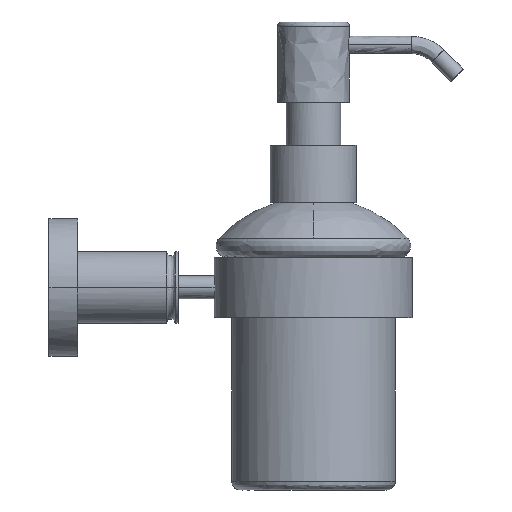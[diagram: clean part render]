
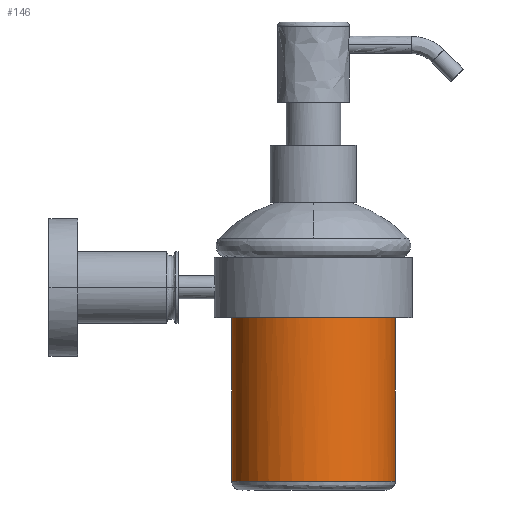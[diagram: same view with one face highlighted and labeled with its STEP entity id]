
A CAD part, left-side view. The second image highlights one B-rep face of the part: STEP entity #146.
In plain terms, the highlighted free-form (B-spline) face has degree [3, 1] with [4, 2] control points.
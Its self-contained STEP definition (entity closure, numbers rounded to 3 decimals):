
#146=ADVANCED_FACE('',(#195),#893,.T.);
#195=FACE_OUTER_BOUND('',#245,.T.);
#245=EDGE_LOOP('',(#338,#339,#340,#341));
#338=ORIENTED_EDGE('',*,*,#516,.T.);
#339=ORIENTED_EDGE('',*,*,#515,.F.);
#340=ORIENTED_EDGE('',*,*,#517,.T.);
#341=ORIENTED_EDGE('',*,*,#513,.F.);
#513=EDGE_CURVE('',#797,#798,#664,.T.);
#515=EDGE_CURVE('',#799,#796,#666,.T.);
#516=EDGE_CURVE('',#797,#796,#667,.T.);
#517=EDGE_CURVE('',#799,#798,#668,.T.);
#664=(
BOUNDED_CURVE()
B_SPLINE_CURVE(1,(#1314,#1315),.UNSPECIFIED.,.F.,.F.)
B_SPLINE_CURVE_WITH_KNOTS((2,2),(0.,78.),.UNSPECIFIED.)
CURVE()
GEOMETRIC_REPRESENTATION_ITEM()
RATIONAL_B_SPLINE_CURVE((1.,1.))
REPRESENTATION_ITEM('')
);
#666=(
BOUNDED_CURVE()
B_SPLINE_CURVE(1,(#1320,#1321),.UNSPECIFIED.,.F.,.F.)
B_SPLINE_CURVE_WITH_KNOTS((2,2),(-78.,0.),.UNSPECIFIED.)
CURVE()
GEOMETRIC_REPRESENTATION_ITEM()
RATIONAL_B_SPLINE_CURVE((1.,1.))
REPRESENTATION_ITEM('')
);
#667=(
BOUNDED_CURVE()
B_SPLINE_CURVE(3,(#1322,#1323,#1324,#1325),.UNSPECIFIED.,.F.,.F.)
B_SPLINE_CURVE_WITH_KNOTS((4,4),(0.,171.),.UNSPECIFIED.)
CURVE()
GEOMETRIC_REPRESENTATION_ITEM()
RATIONAL_B_SPLINE_CURVE((1.,0.333,0.333,1.))
REPRESENTATION_ITEM('')
);
#668=(
BOUNDED_CURVE()
B_SPLINE_CURVE(3,(#1326,#1327,#1328,#1329),.UNSPECIFIED.,.F.,.F.)
B_SPLINE_CURVE_WITH_KNOTS((4,4),(-171.,0.),.UNSPECIFIED.)
CURVE()
GEOMETRIC_REPRESENTATION_ITEM()
RATIONAL_B_SPLINE_CURVE((1.,0.333,0.333,1.))
REPRESENTATION_ITEM('')
);
#796=VERTEX_POINT('',#1306);
#797=VERTEX_POINT('',#1307);
#798=VERTEX_POINT('',#1308);
#799=VERTEX_POINT('',#1309);
#893=(
BOUNDED_SURFACE()
B_SPLINE_SURFACE(3,1,((#1298,#1299),(#1300,#1301),(#1302,#1303),(#1304,
#1305)),.UNSPECIFIED.,.F.,.F.,.F.)
B_SPLINE_SURFACE_WITH_KNOTS((4,4),(2,2),(0.,171.),(0.,78.),
 .UNSPECIFIED.)
GEOMETRIC_REPRESENTATION_ITEM()
RATIONAL_B_SPLINE_SURFACE(((1.,1.),(0.333,0.333),
(0.333,0.333),(1.,1.)))
REPRESENTATION_ITEM('')
SURFACE()
);
#1298=CARTESIAN_POINT('',(0.,-4.497,-76.155));
#1299=CARTESIAN_POINT('',(0.,-4.497,1.845));
#1300=CARTESIAN_POINT('',(-57.,-4.497,-76.155));
#1301=CARTESIAN_POINT('',(-57.,-4.497,1.845));
#1302=CARTESIAN_POINT('',(-57.,-61.497,-76.155));
#1303=CARTESIAN_POINT('',(-57.,-61.497,1.845));
#1304=CARTESIAN_POINT('',(0.,-61.497,-76.155));
#1305=CARTESIAN_POINT('',(0.,-61.497,1.845));
#1306=CARTESIAN_POINT('',(0.,-61.497,-76.155));
#1307=CARTESIAN_POINT('',(0.,-4.497,-76.155));
#1308=CARTESIAN_POINT('',(0.,-4.497,1.845));
#1309=CARTESIAN_POINT('',(0.,-61.497,1.845));
#1314=CARTESIAN_POINT('',(0.,-4.497,-76.155));
#1315=CARTESIAN_POINT('',(0.,-4.497,1.845));
#1320=CARTESIAN_POINT('',(0.,-61.497,1.845));
#1321=CARTESIAN_POINT('',(0.,-61.497,-76.155));
#1322=CARTESIAN_POINT('',(0.,-4.497,-76.155));
#1323=CARTESIAN_POINT('',(-57.,-4.497,-76.155));
#1324=CARTESIAN_POINT('',(-57.,-61.497,-76.155));
#1325=CARTESIAN_POINT('',(0.,-61.497,-76.155));
#1326=CARTESIAN_POINT('',(0.,-61.497,1.845));
#1327=CARTESIAN_POINT('',(-57.,-61.497,1.845));
#1328=CARTESIAN_POINT('',(-57.,-4.497,1.845));
#1329=CARTESIAN_POINT('',(0.,-4.497,1.845));
